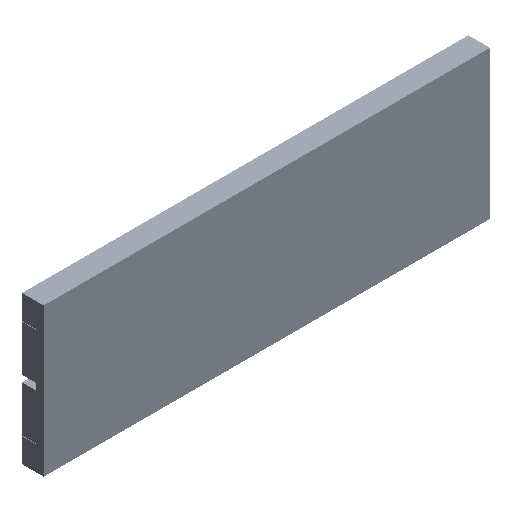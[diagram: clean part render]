
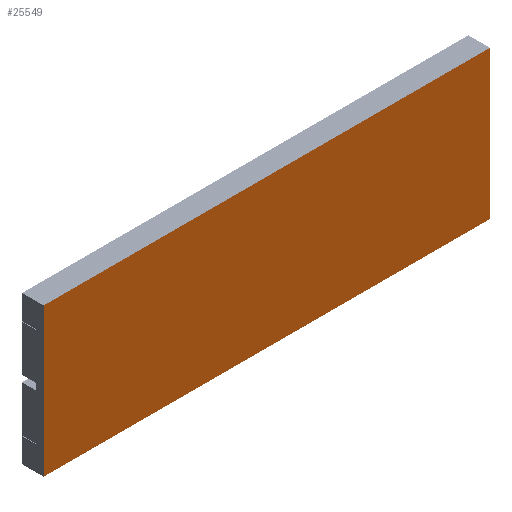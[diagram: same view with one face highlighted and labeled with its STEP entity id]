
A CAD part, isometric view. The second image highlights one B-rep face of the part: STEP entity #25549.
In plain terms, the highlighted planar face has unit normal (0, -1, 0).
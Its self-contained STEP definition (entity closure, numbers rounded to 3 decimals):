
#6743=FACE_OUTER_BOUND('',#10121,.T.);
#10121=EDGE_LOOP('',(#20443,#20444,#20445,#20446));
#14350=LINE('',#45031,#14398);
#14367=LINE('',#45059,#14415);
#14373=LINE('',#45069,#14421);
#14374=LINE('',#45070,#14422);
#14398=VECTOR('',#34852,54.8);
#14415=VECTOR('',#34871,54.8);
#14421=VECTOR('',#34881,165.);
#14422=VECTOR('',#34882,165.);
#15285=VERTEX_POINT('',#45029);
#15286=VERTEX_POINT('',#45030);
#15295=VERTEX_POINT('',#45056);
#15296=VERTEX_POINT('',#45058);
#17838=EDGE_CURVE('',#15285,#15286,#14350,.T.);
#17855=EDGE_CURVE('',#15295,#15296,#14367,.T.);
#17861=EDGE_CURVE('',#15296,#15285,#14373,.T.);
#17862=EDGE_CURVE('',#15295,#15286,#14374,.T.);
#20443=ORIENTED_EDGE('',*,*,#17838,.F.);
#20444=ORIENTED_EDGE('',*,*,#17861,.F.);
#20445=ORIENTED_EDGE('',*,*,#17855,.F.);
#20446=ORIENTED_EDGE('',*,*,#17862,.T.);
#24691=PLANE('',#28929);
#25549=ADVANCED_FACE('',(#6743),#24691,.T.);
#28929=AXIS2_PLACEMENT_3D('',#45068,#34879,#34880);
#34852=DIRECTION('',(0.,0.,1.));
#34871=DIRECTION('',(0.,0.,-1.));
#34879=DIRECTION('center_axis',(0.,-1.,0.));
#34880=DIRECTION('ref_axis',(0.,0.,-1.));
#34881=DIRECTION('',(-1.,0.,0.));
#34882=DIRECTION('',(-1.,0.,0.));
#45029=CARTESIAN_POINT('',(0.,0.,-26.2));
#45030=CARTESIAN_POINT('',(0.,0.,28.6));
#45031=CARTESIAN_POINT('',(0.,0.,-26.2));
#45056=CARTESIAN_POINT('',(165.,0.,28.6));
#45058=CARTESIAN_POINT('',(165.,0.,-26.2));
#45059=CARTESIAN_POINT('',(165.,0.,28.6));
#45068=CARTESIAN_POINT('Origin',(0.,0.,0.));
#45069=CARTESIAN_POINT('',(165.,0.,-26.2));
#45070=CARTESIAN_POINT('',(165.,0.,28.6));
